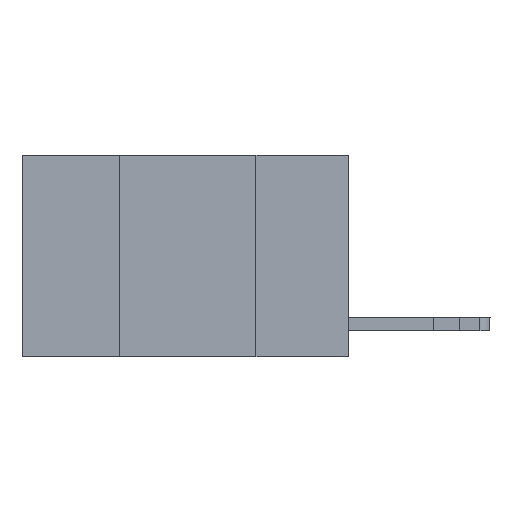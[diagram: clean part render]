
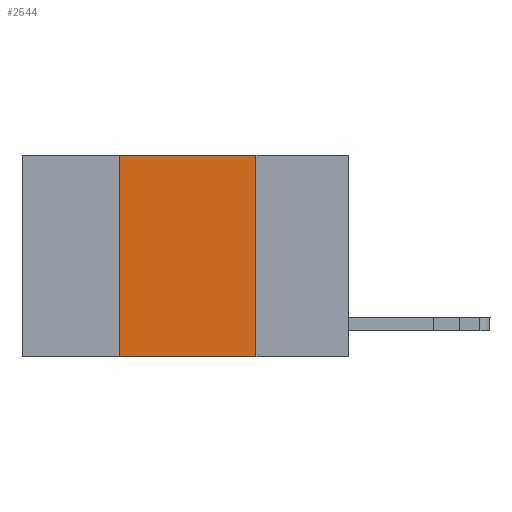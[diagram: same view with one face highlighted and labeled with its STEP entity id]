
A CAD part, left-side view. The second image highlights one B-rep face of the part: STEP entity #2544.
In plain terms, the highlighted planar face has unit normal (-1, 0, 0).
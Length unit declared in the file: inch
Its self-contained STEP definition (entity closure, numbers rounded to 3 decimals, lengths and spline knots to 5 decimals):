
#96 = LINE ( 'NONE', #8512, #18211 ) ;
#271 = ORIENTED_EDGE ( 'NONE', *, *, #14840, .F. ) ;
#369 = ORIENTED_EDGE ( 'NONE', *, *, #7356, .F. ) ;
#533 = LINE ( 'NONE', #1846, #1098 ) ;
#617 = ORIENTED_EDGE ( 'NONE', *, *, #13599, .F. ) ;
#1098 = VECTOR ( 'NONE', #12717, 39.37008 ) ;
#1846 = CARTESIAN_POINT ( 'NONE',  ( 0., 0.17, 0. ) ) ;
#2288 = CARTESIAN_POINT ( 'NONE',  ( 0., 0.17, 0. ) ) ;
#2544 = ADVANCED_FACE ( 'NONE', ( #11481 ), #7413, .F. ) ;
#4538 = VECTOR ( 'NONE', #17656, 39.37008 ) ;
#5004 = VERTEX_POINT ( 'NONE', #21958 ) ;
#6991 = DIRECTION ( 'NONE',  ( 0., 0., 1. ) ) ;
#7014 = DIRECTION ( 'NONE',  ( 0., 0., -1. ) ) ;
#7045 = DIRECTION ( 'NONE',  ( 1., 0., 0. ) ) ;
#7257 = CARTESIAN_POINT ( 'NONE',  ( 0., 0.6, 0. ) ) ;
#7356 = EDGE_CURVE ( 'NONE', #5004, #11239, #14083, .T. ) ;
#7413 = PLANE ( 'NONE',  #19989 ) ;
#8512 = CARTESIAN_POINT ( 'NONE',  ( 0., 0.6, -0.37 ) ) ;
#9562 = ORIENTED_EDGE ( 'NONE', *, *, #16030, .T. ) ;
#11239 = VERTEX_POINT ( 'NONE', #2288 ) ;
#11481 = FACE_OUTER_BOUND ( 'NONE', #13433, .T. ) ;
#12268 = VERTEX_POINT ( 'NONE', #21332 ) ;
#12326 = CARTESIAN_POINT ( 'NONE',  ( 0., 0.42, -0.37 ) ) ;
#12717 = DIRECTION ( 'NONE',  ( 0., 0., -1. ) ) ;
#13433 = EDGE_LOOP ( 'NONE', ( #617, #369, #271, #9562 ) ) ;
#13599 = EDGE_CURVE ( 'NONE', #11239, #12268, #533, .T. ) ;
#14083 = LINE ( 'NONE', #15860, #4538 ) ;
#14840 = EDGE_CURVE ( 'NONE', #16772, #5004, #21804, .T. ) ;
#15860 = CARTESIAN_POINT ( 'NONE',  ( 0., 0.6, 0. ) ) ;
#15891 = CARTESIAN_POINT ( 'NONE',  ( 0., 0.42, 0. ) ) ;
#16030 = EDGE_CURVE ( 'NONE', #16772, #12268, #96, .T. ) ;
#16772 = VERTEX_POINT ( 'NONE', #12326 ) ;
#17468 = DIRECTION ( 'NONE',  ( 0., -1., 0. ) ) ;
#17656 = DIRECTION ( 'NONE',  ( 0., -1., 0. ) ) ;
#18211 = VECTOR ( 'NONE', #17468, 39.37008 ) ;
#19989 = AXIS2_PLACEMENT_3D ( 'NONE', #7257, #7045, #7014 ) ;
#21300 = VECTOR ( 'NONE', #6991, 39.37008 ) ;
#21332 = CARTESIAN_POINT ( 'NONE',  ( 0., 0.17, -0.37 ) ) ;
#21804 = LINE ( 'NONE', #15891, #21300 ) ;
#21958 = CARTESIAN_POINT ( 'NONE',  ( 0., 0.42, 0. ) ) ;
